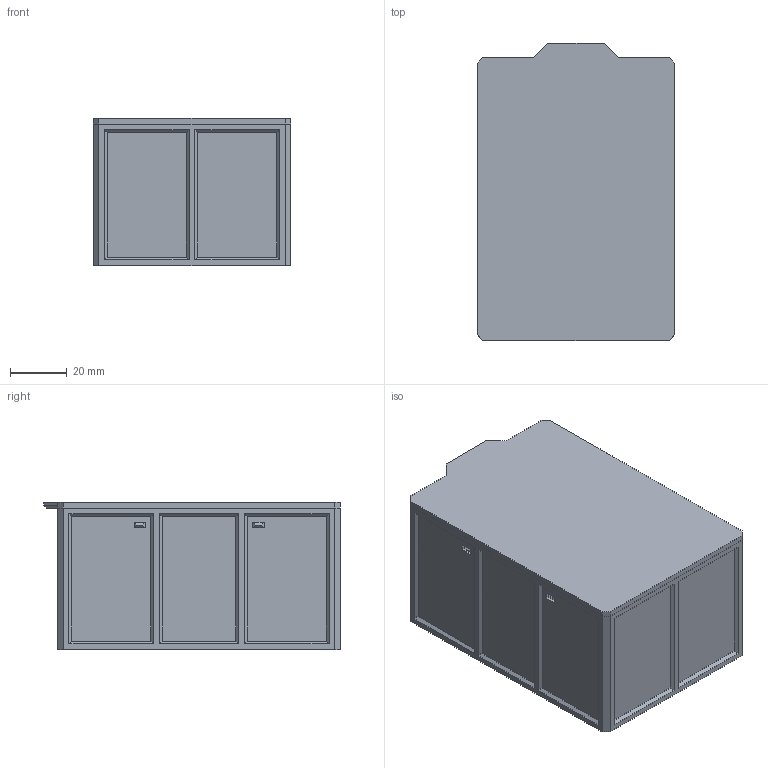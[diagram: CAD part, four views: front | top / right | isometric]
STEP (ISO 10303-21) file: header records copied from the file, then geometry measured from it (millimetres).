
FILE_DESCRIPTION(('STEP AP242'), '1');
FILE_NAME('AssemblyScrewBox_70x100x50', '', ('UNSPECIFIED'), ('UNSPECIFIED'), 'C3D Converter', 'C3D Toolkit', '');
FILE_SCHEMA(('AP242_MANAGED_MODEL_BASED_3D_ENGINEERING_MIM_LF { 1 0 10303 442 1 1 4 }'));
Length unit declared in the file: millimetre
Assembly tree (3 placements, depth 2):
  (unnamed)
    (unnamed)
    (unnamed)
    (unnamed)
Bounding box: 70 x 105 x 52 mm (x, y, z)
Volume: 61482.4 mm3; surface area: 69738.4 mm2
Topology: 3 solids, 3 shells, 330 faces, 871 edges, 572 vertices
Faces by surface type: plane 268, extrusion 62
Entity records: 10292 total; most frequent: CARTESIAN_POINT 2149, ORIENTED_EDGE 1742, DIRECTION 1353, EDGE_CURVE 871, VECTOR 809, LINE 747, VERTEX_POINT 572, FACE_BOUND 365
